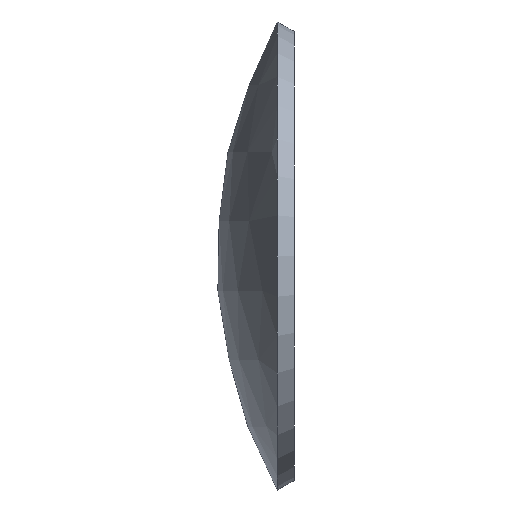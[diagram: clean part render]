
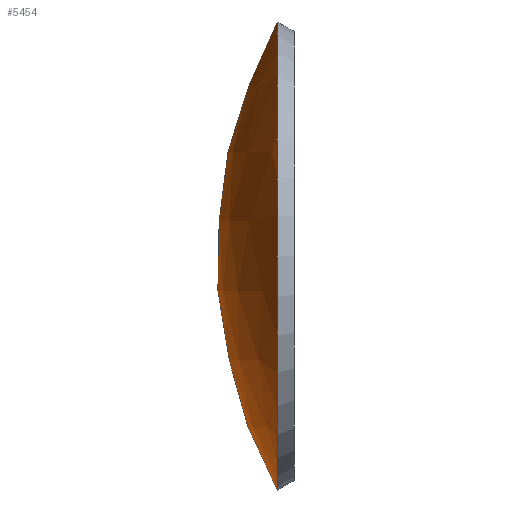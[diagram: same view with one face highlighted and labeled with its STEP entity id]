
A CAD part, left-side view. The second image highlights one B-rep face of the part: STEP entity #5454.
In plain terms, the highlighted spherical face has radius 49.775 mm.
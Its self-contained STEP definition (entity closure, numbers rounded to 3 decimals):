
#605 = SPHERICAL_SURFACE ( 'NONE', #12044, 49.775 ) ;
#766 = CIRCLE ( 'NONE', #10722, 24.15 ) ;
#3702 = CARTESIAN_POINT ( 'NONE',  ( 0., -41.775, 0. ) ) ;
#4160 = VERTEX_POINT ( 'NONE', #6069 ) ;
#4773 = DIRECTION ( 'NONE',  ( 1., 0., 0. ) ) ;
#5454 = ADVANCED_FACE ( 'NONE', ( #6087 ), #605, .T. ) ;
#5934 = EDGE_CURVE ( 'NONE', #4160, #4160, #766, .T. ) ;
#6069 = CARTESIAN_POINT ( 'NONE',  ( 24.15, 1.749, 0. ) ) ;
#6087 = FACE_OUTER_BOUND ( 'NONE', #11669, .T. ) ;
#7943 = ORIENTED_EDGE ( 'NONE', *, *, #5934, .F. ) ;
#9644 = DIRECTION ( 'NONE',  ( 0., -1., 0. ) ) ;
#10450 = CARTESIAN_POINT ( 'NONE',  ( 0., 1.749, 0. ) ) ;
#10722 = AXIS2_PLACEMENT_3D ( 'NONE', #10450, #9644, #12595 ) ;
#11669 = EDGE_LOOP ( 'NONE', ( #7943 ) ) ;
#12044 = AXIS2_PLACEMENT_3D ( 'NONE', #3702, #12489, #4773 ) ;
#12489 = DIRECTION ( 'NONE',  ( 0., 0., 1. ) ) ;
#12595 = DIRECTION ( 'NONE',  ( 1., 0., 0. ) ) ;
